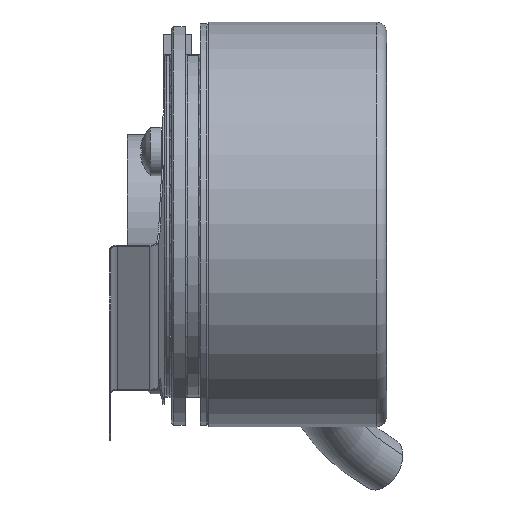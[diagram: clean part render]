
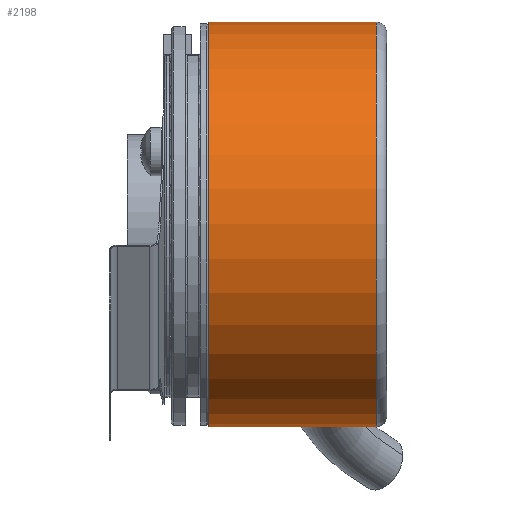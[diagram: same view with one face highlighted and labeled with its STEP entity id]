
A CAD part, top view. The second image highlights one B-rep face of the part: STEP entity #2198.
In plain terms, the highlighted cylindrical face has radius 29.25 mm (diameter 58.5 mm), a partial arc.
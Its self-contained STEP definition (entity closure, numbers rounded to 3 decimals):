
#1713=CARTESIAN_POINT('',(31.896,-40.865,
-21.185));
#1714=DIRECTION('',(-1.,0.,0.));
#1715=DIRECTION('',(0.,-0.5,-0.866));
#1716=AXIS2_PLACEMENT_3D('',#1713,#1714,#1715);
#1718=DIRECTION('',(1.,0.,0.));
#1719=VECTOR('',#1718,6.184);
#1720=CARTESIAN_POINT('',(31.896,-35.884,
-50.008));
#1721=LINE('',#1720,#1719);
#1722=DIRECTION('',(1.,0.,0.));
#1723=VECTOR('',#1722,17.916);
#1724=CARTESIAN_POINT('',(38.08,-35.884,
-50.008));
#1725=LINE('',#1724,#1723);
#1726=DIRECTION('',(1.,0.,0.));
#1727=VECTOR('',#1726,0.1);
#1728=CARTESIAN_POINT('',(55.996,-35.884,
-50.008));
#1729=LINE('',#1728,#1727);
#1730=CARTESIAN_POINT('',(56.096,-40.865,
-21.185));
#1731=DIRECTION('',(1.,0.,0.));
#1732=DIRECTION('',(0.,0.17,-0.985));
#1733=AXIS2_PLACEMENT_3D('',#1730,#1731,#1732);
#1760=DIRECTION('',(-1.,0.,0.));
#1761=VECTOR('',#1760,0.1);
#1762=CARTESIAN_POINT('',(56.096,-55.49,
-46.517));
#1763=LINE('',#1762,#1761);
#1764=DIRECTION('',(-1.,0.,0.));
#1765=VECTOR('',#1764,6.184);
#1766=CARTESIAN_POINT('',(38.08,-55.49,
-46.517));
#1767=LINE('',#1766,#1765);
#1783=CARTESIAN_POINT('',(55.996,-40.865,
-21.185));
#1784=DIRECTION('',(1.,0.,0.));
#1785=DIRECTION('',(0.,-0.939,-0.345));
#1786=AXIS2_PLACEMENT_3D('',#1783,#1784,#1785);
#1826=DIRECTION('',(1.,0.,0.));
#1827=VECTOR('',#1826,17.916);
#1828=CARTESIAN_POINT('',(38.08,-68.317,
-31.283));
#1829=LINE('',#1828,#1827);
#1937=CARTESIAN_POINT('',(38.08,-40.865,
-21.185));
#1938=DIRECTION('',(1.,0.,0.));
#1939=DIRECTION('',(0.,-0.939,-0.345));
#1940=AXIS2_PLACEMENT_3D('',#1937,#1938,#1939);
#2090=CARTESIAN_POINT('',(31.896,-55.49,
-46.517));
#2091=CARTESIAN_POINT('',(31.896,-35.884,
-50.008));
#2092=VERTEX_POINT('',#2090);
#2093=VERTEX_POINT('',#2091);
#2094=CARTESIAN_POINT('',(56.096,-35.884,
-50.008));
#2095=CARTESIAN_POINT('',(56.096,-55.49,
-46.517));
#2096=VERTEX_POINT('',#2094);
#2097=VERTEX_POINT('',#2095);
#2102=CARTESIAN_POINT('',(55.996,-35.884,
-50.008));
#2103=CARTESIAN_POINT('',(55.996,-55.49,
-46.517));
#2104=VERTEX_POINT('',#2102);
#2105=VERTEX_POINT('',#2103);
#2106=CARTESIAN_POINT('',(55.996,-68.317,
-31.283));
#2107=VERTEX_POINT('',#2106);
#2120=CARTESIAN_POINT('',(38.08,-68.317,
-31.283));
#2121=CARTESIAN_POINT('',(38.08,-55.49,
-46.517));
#2122=VERTEX_POINT('',#2120);
#2123=VERTEX_POINT('',#2121);
#2124=CARTESIAN_POINT('',(38.08,-35.884,
-50.008));
#2125=VERTEX_POINT('',#2124);
#2172=CARTESIAN_POINT('',(31.896,-40.865,
-21.185));
#2173=DIRECTION('',(1.,0.,0.));
#2174=DIRECTION('',(0.,-0.5,-0.866));
#2175=AXIS2_PLACEMENT_3D('',#2172,#2173,#2174);
#2176=CYLINDRICAL_SURFACE('',#2175,29.25);
#2178=ORIENTED_EDGE('',*,*,#2177,.T.);
#2180=ORIENTED_EDGE('',*,*,#2179,.T.);
#2182=ORIENTED_EDGE('',*,*,#2181,.F.);
#2184=ORIENTED_EDGE('',*,*,#2183,.F.);
#2186=ORIENTED_EDGE('',*,*,#2185,.T.);
#2188=ORIENTED_EDGE('',*,*,#2187,.T.);
#2189=ORIENTED_EDGE('',*,*,#2159,.T.);
#2191=ORIENTED_EDGE('',*,*,#2190,.T.);
#2193=ORIENTED_EDGE('',*,*,#2192,.T.);
#2195=ORIENTED_EDGE('',*,*,#2194,.T.);
#2196=EDGE_LOOP('',(#2178,#2180,#2182,#2184,#2186,#2188,#2189,#2191,#2193,
#2195));
#2197=FACE_OUTER_BOUND('',#2196,.F.);
#2198=ADVANCED_FACE('',(#2197),#2176,.T.);
#1717=CIRCLE('',#1716,29.25);
#1734=CIRCLE('',#1733,29.25);
#1787=CIRCLE('',#1786,29.25);
#1941=CIRCLE('',#1940,29.25);
#2159=EDGE_CURVE('',#2092,#2093,#1717,.T.);
#2177=EDGE_CURVE('',#2096,#2097,#1734,.T.);
#2179=EDGE_CURVE('',#2097,#2105,#1763,.T.);
#2181=EDGE_CURVE('',#2107,#2105,#1787,.T.);
#2183=EDGE_CURVE('',#2122,#2107,#1829,.T.);
#2185=EDGE_CURVE('',#2122,#2123,#1941,.T.);
#2187=EDGE_CURVE('',#2123,#2092,#1767,.T.);
#2190=EDGE_CURVE('',#2093,#2125,#1721,.T.);
#2192=EDGE_CURVE('',#2125,#2104,#1725,.T.);
#2194=EDGE_CURVE('',#2104,#2096,#1729,.T.);
